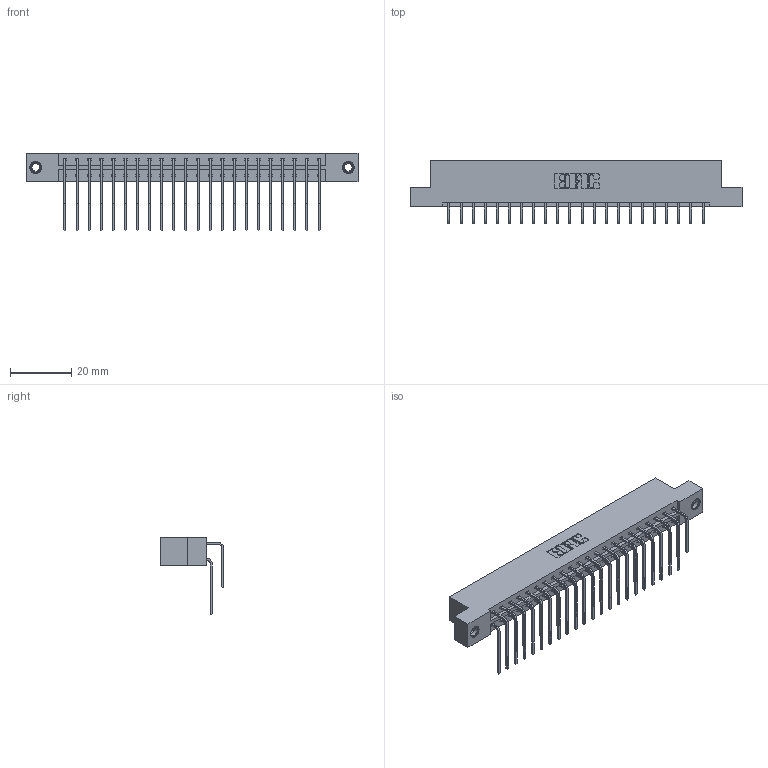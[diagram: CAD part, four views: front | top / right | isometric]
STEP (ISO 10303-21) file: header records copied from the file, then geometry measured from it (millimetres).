
FILE_DESCRIPTION (( 'STEP AP203' ), '1' );
FILE_NAME ('833-044-559-207.STEP', '2020-06-04T13:32:41', ( '' ), ( '' ), 'SwSTEP 2.0', 'SolidWorks 2020', '' );
FILE_SCHEMA (( 'CONFIG_CONTROL_DESIGN' ));
Length unit declared in the file: inch
Products named in the file (5): 833 Part_Flush - .156 Dia - TI; 345-292-001_558 559 Tail - 1; 345-292-001_559 Tail - 2; 833-044-559-207; 345-250-001_345-250-005-103
Assembly tree (47 placements, depth 2):
  833-044-559-207
    833 Part_Flush - .156 Dia - TI
    345-292-001_558 559 Tail - 1  x22
    345-292-001_559 Tail - 2  x22
    345-250-001_345-250-005-103  x2
Bounding box: 108.71 x 20.9 x 25.53 mm (x, y, z)
Volume: 11152.1 mm3; surface area: 14268.1 mm2
Topology: 47 solids, 47 shells, 2550 faces, 7531 edges, 4954 vertices
Faces by surface type: plane 1774, cylinder 760, cone 12, torus 4
Entity records: 19710 total; most frequent: CARTESIAN_POINT 3324, ORIENTED_EDGE 3202, DIRECTION 2887, EDGE_CURVE 1601, VECTOR 1413, LINE 1413, VERTEX_POINT 1060, AXIS2_PLACEMENT_3D 737
